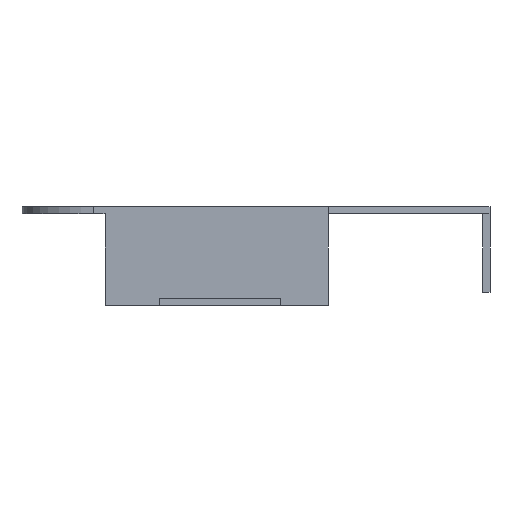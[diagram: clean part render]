
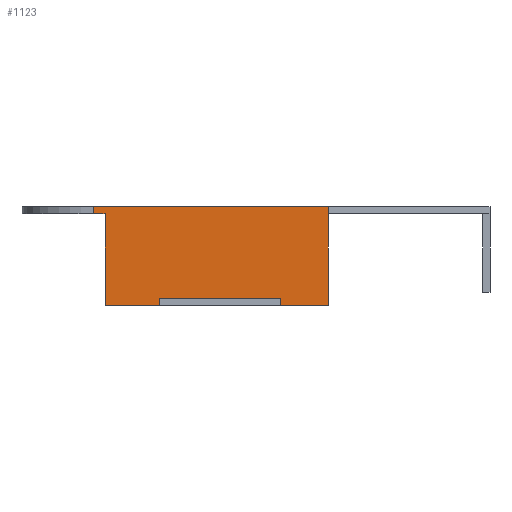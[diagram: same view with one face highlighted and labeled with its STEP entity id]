
A CAD part, left-side view. The second image highlights one B-rep face of the part: STEP entity #1123.
In plain terms, the highlighted planar face has unit normal (-1, 0, 0).
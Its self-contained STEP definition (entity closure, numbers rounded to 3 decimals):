
#48 = VERTEX_POINT ( 'NONE', #1062 ) ;
#151 = ORIENTED_EDGE ( 'NONE', *, *, #1829, .T. ) ;
#188 = ORIENTED_EDGE ( 'NONE', *, *, #1373, .T. ) ;
#210 = CARTESIAN_POINT ( 'NONE',  ( 0., 13.9, -3.85 ) ) ;
#232 = CARTESIAN_POINT ( 'NONE',  ( 0., 15.8, 0. ) ) ;
#234 = CARTESIAN_POINT ( 'NONE',  ( 0., 13.9, -3.85 ) ) ;
#257 = VECTOR ( 'NONE', #1078, 1000. ) ;
#279 = ORIENTED_EDGE ( 'NONE', *, *, #1483, .F. ) ;
#319 = LINE ( 'NONE', #1524, #257 ) ;
#320 = VECTOR ( 'NONE', #1597, 1000. ) ;
#326 = EDGE_CURVE ( 'NONE', #1878, #584, #417, .T. ) ;
#381 = CARTESIAN_POINT ( 'NONE',  ( 0., 6.8, -3.85 ) ) ;
#395 = LINE ( 'NONE', #1275, #1134 ) ;
#417 = LINE ( 'NONE', #1303, #1192 ) ;
#463 = EDGE_CURVE ( 'NONE', #1369, #1878, #1579, .T. ) ;
#485 = ORIENTED_EDGE ( 'NONE', *, *, #326, .F. ) ;
#489 = VERTEX_POINT ( 'NONE', #588 ) ;
#499 = CARTESIAN_POINT ( 'NONE',  ( 0., 13.9, -3.55 ) ) ;
#523 = CARTESIAN_POINT ( 'NONE',  ( 0., 6.8, 0.3 ) ) ;
#567 = DIRECTION ( 'NONE',  ( 0., 1., 0. ) ) ;
#584 = VERTEX_POINT ( 'NONE', #737 ) ;
#588 = CARTESIAN_POINT ( 'NONE',  ( 0., 6.8, -3.85 ) ) ;
#638 = EDGE_CURVE ( 'NONE', #48, #1461, #319, .T. ) ;
#690 = DIRECTION ( 'NONE',  ( 0., -1., 0. ) ) ;
#696 = CARTESIAN_POINT ( 'NONE',  ( 0., 6.8, 0.3 ) ) ;
#712 = FACE_OUTER_BOUND ( 'NONE', #960, .T. ) ;
#720 = DIRECTION ( 'NONE',  ( 0., 0., 1. ) ) ;
#721 = CARTESIAN_POINT ( 'NONE',  ( 0., 15.8, 0.3 ) ) ;
#733 = CARTESIAN_POINT ( 'NONE',  ( 0., 8.8, -3.85 ) ) ;
#737 = CARTESIAN_POINT ( 'NONE',  ( 0., 16.2, -3.85 ) ) ;
#739 = VERTEX_POINT ( 'NONE', #1265 ) ;
#822 = ORIENTED_EDGE ( 'NONE', *, *, #1767, .F. ) ;
#839 = DIRECTION ( 'NONE',  ( 0., 0., -1. ) ) ;
#851 = DIRECTION ( 'NONE',  ( 0., 0., -1. ) ) ;
#922 = VERTEX_POINT ( 'NONE', #1262 ) ;
#960 = EDGE_LOOP ( 'NONE', ( #1070, #1251, #151, #279, #1315, #188, #1201, #1403, #485, #1299, #822 ) ) ;
#975 = LINE ( 'NONE', #232, #1196 ) ;
#976 = AXIS2_PLACEMENT_3D ( 'NONE', #721, #1760, #1045 ) ;
#1015 = VECTOR ( 'NONE', #1771, 1000. ) ;
#1045 = DIRECTION ( 'NONE',  ( 0., 1., 0. ) ) ;
#1062 = CARTESIAN_POINT ( 'NONE',  ( 0., 16.7, 0.3 ) ) ;
#1070 = ORIENTED_EDGE ( 'NONE', *, *, #1559, .F. ) ;
#1078 = DIRECTION ( 'NONE',  ( 0., -1., 0. ) ) ;
#1089 = LINE ( 'NONE', #1897, #1094 ) ;
#1094 = VECTOR ( 'NONE', #851, 1000. ) ;
#1114 = LINE ( 'NONE', #381, #1769 ) ;
#1123 = ADVANCED_FACE ( 'NONE', ( #712 ), #1460, .F. ) ;
#1134 = VECTOR ( 'NONE', #1429, 1000. ) ;
#1175 = LINE ( 'NONE', #1347, #1015 ) ;
#1191 = CARTESIAN_POINT ( 'NONE',  ( 0., 16.7, 0. ) ) ;
#1192 = VECTOR ( 'NONE', #567, 1000. ) ;
#1196 = VECTOR ( 'NONE', #690, 1000. ) ;
#1201 = ORIENTED_EDGE ( 'NONE', *, *, #1798, .T. ) ;
#1251 = ORIENTED_EDGE ( 'NONE', *, *, #1858, .F. ) ;
#1256 = LINE ( 'NONE', #1577, #320 ) ;
#1262 = CARTESIAN_POINT ( 'NONE',  ( 0., 8.8, -3.55 ) ) ;
#1265 = CARTESIAN_POINT ( 'NONE',  ( 0., 16.2, 0. ) ) ;
#1275 = CARTESIAN_POINT ( 'NONE',  ( 0., 6.8, -3.85 ) ) ;
#1290 = VERTEX_POINT ( 'NONE', #1400 ) ;
#1299 = ORIENTED_EDGE ( 'NONE', *, *, #463, .F. ) ;
#1303 = CARTESIAN_POINT ( 'NONE',  ( 0., 6.8, -3.85 ) ) ;
#1315 = ORIENTED_EDGE ( 'NONE', *, *, #638, .F. ) ;
#1347 = CARTESIAN_POINT ( 'NONE',  ( 0., 8.8, -3.85 ) ) ;
#1369 = VERTEX_POINT ( 'NONE', #499 ) ;
#1373 = EDGE_CURVE ( 'NONE', #48, #1898, #1089, .T. ) ;
#1400 = CARTESIAN_POINT ( 'NONE',  ( 0., 6.8, 0. ) ) ;
#1403 = ORIENTED_EDGE ( 'NONE', *, *, #1410, .F. ) ;
#1410 = EDGE_CURVE ( 'NONE', #584, #739, #1716, .T. ) ;
#1429 = DIRECTION ( 'NONE',  ( 0., 0., 1. ) ) ;
#1433 = CARTESIAN_POINT ( 'NONE',  ( 0., 16.2, -3.85 ) ) ;
#1460 = PLANE ( 'NONE',  #976 ) ;
#1461 = VERTEX_POINT ( 'NONE', #696 ) ;
#1483 = EDGE_CURVE ( 'NONE', #1461, #1290, #1601, .T. ) ;
#1506 = VECTOR ( 'NONE', #839, 1000. ) ;
#1524 = CARTESIAN_POINT ( 'NONE',  ( 0., 15.8, 0.3 ) ) ;
#1559 = EDGE_CURVE ( 'NONE', #1912, #922, #1175, .T. ) ;
#1577 = CARTESIAN_POINT ( 'NONE',  ( 0., 13.9, -3.55 ) ) ;
#1579 = LINE ( 'NONE', #234, #1506 ) ;
#1597 = DIRECTION ( 'NONE',  ( 0., 1., 0. ) ) ;
#1601 = LINE ( 'NONE', #523, #1703 ) ;
#1666 = VECTOR ( 'NONE', #720, 1000. ) ;
#1703 = VECTOR ( 'NONE', #1882, 1000. ) ;
#1706 = DIRECTION ( 'NONE',  ( 0., 1., 0. ) ) ;
#1716 = LINE ( 'NONE', #1433, #1666 ) ;
#1760 = DIRECTION ( 'NONE',  ( 1., 0., 0. ) ) ;
#1767 = EDGE_CURVE ( 'NONE', #922, #1369, #1256, .T. ) ;
#1769 = VECTOR ( 'NONE', #1706, 1000. ) ;
#1771 = DIRECTION ( 'NONE',  ( 0., 0., 1. ) ) ;
#1798 = EDGE_CURVE ( 'NONE', #1898, #739, #975, .T. ) ;
#1829 = EDGE_CURVE ( 'NONE', #489, #1290, #395, .T. ) ;
#1858 = EDGE_CURVE ( 'NONE', #489, #1912, #1114, .T. ) ;
#1878 = VERTEX_POINT ( 'NONE', #210 ) ;
#1882 = DIRECTION ( 'NONE',  ( 0., 0., -1. ) ) ;
#1897 = CARTESIAN_POINT ( 'NONE',  ( 0., 16.7, 0.3 ) ) ;
#1898 = VERTEX_POINT ( 'NONE', #1191 ) ;
#1912 = VERTEX_POINT ( 'NONE', #733 ) ;
